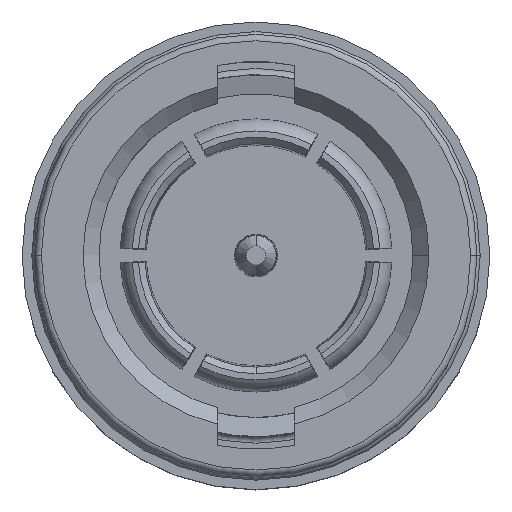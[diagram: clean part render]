
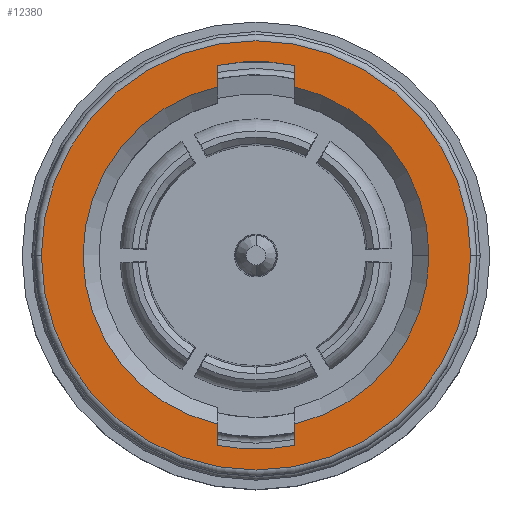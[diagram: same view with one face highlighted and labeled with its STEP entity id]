
A CAD part, top view. The second image highlights one B-rep face of the part: STEP entity #12380.
In plain terms, the highlighted planar face has unit normal (0, 0, 1).
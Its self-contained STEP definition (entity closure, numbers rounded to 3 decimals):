
#280 = AXIS2_PLACEMENT_3D ( 'NONE', #11242, #3868, #12473 ) ;
#373 = VERTEX_POINT ( 'NONE', #14893 ) ;
#843 = ORIENTED_EDGE ( 'NONE', *, *, #12386, .F. ) ;
#1101 = VERTEX_POINT ( 'NONE', #10118 ) ;
#1468 = VERTEX_POINT ( 'NONE', #1532 ) ;
#1532 = CARTESIAN_POINT ( 'NONE',  ( -6.7, 0., 0.85 ) ) ;
#1539 = CARTESIAN_POINT ( 'NONE',  ( 0., 0., 0.85 ) ) ;
#1759 = EDGE_CURVE ( 'NONE', #10605, #4381, #10977, .T. ) ;
#1956 = ORIENTED_EDGE ( 'NONE', *, *, #7367, .T. ) ;
#1994 = LINE ( 'NONE', #3858, #14694 ) ;
#2133 = ORIENTED_EDGE ( 'NONE', *, *, #1759, .F. ) ;
#2341 = VERTEX_POINT ( 'NONE', #4065 ) ;
#2556 = AXIS2_PLACEMENT_3D ( 'NONE', #14097, #6749, #15326 ) ;
#2673 = CIRCLE ( 'NONE', #9103, 6.05 ) ;
#2782 = DIRECTION ( 'NONE',  ( 1., 0., 0. ) ) ;
#3028 = EDGE_CURVE ( 'NONE', #4381, #2341, #11260, .T. ) ;
#3343 = EDGE_CURVE ( 'NONE', #1468, #7312, #12416, .T. ) ;
#3355 = CARTESIAN_POINT ( 'NONE',  ( -1.2, 5.265, 0.85 ) ) ;
#3729 = LINE ( 'NONE', #9438, #13143 ) ;
#3848 = CARTESIAN_POINT ( 'NONE',  ( -1.2, -4.751, 0.85 ) ) ;
#3858 = CARTESIAN_POINT ( 'NONE',  ( 1.2, 4.751, 0.85 ) ) ;
#3868 = DIRECTION ( 'NONE',  ( 0., 0., 1. ) ) ;
#3927 = DIRECTION ( 'NONE',  ( 0., 0., 1. ) ) ;
#4026 = DIRECTION ( 'NONE',  ( 0., 0., 1. ) ) ;
#4065 = CARTESIAN_POINT ( 'NONE',  ( 1.2, -5.93, 0.85 ) ) ;
#4183 = ORIENTED_EDGE ( 'NONE', *, *, #3028, .F. ) ;
#4306 = CARTESIAN_POINT ( 'NONE',  ( 0., 0., 0.85 ) ) ;
#4381 = VERTEX_POINT ( 'NONE', #8429 ) ;
#4463 = EDGE_CURVE ( 'NONE', #373, #10269, #2673, .T. ) ;
#4546 = CARTESIAN_POINT ( 'NONE',  ( -1.2, 5.93, 0.85 ) ) ;
#4816 = ORIENTED_EDGE ( 'NONE', *, *, #12201, .F. ) ;
#4915 = CARTESIAN_POINT ( 'NONE',  ( -1.2, 4.751, 0.85 ) ) ;
#5252 = VECTOR ( 'NONE', #14756, 1000. ) ;
#5542 = DIRECTION ( 'NONE',  ( -1., 0., 0. ) ) ;
#5691 = DIRECTION ( 'NONE',  ( 0., 0., -1. ) ) ;
#5760 = AXIS2_PLACEMENT_3D ( 'NONE', #11405, #4026, #12628 ) ;
#5840 = EDGE_CURVE ( 'NONE', #11312, #10605, #8968, .T. ) ;
#6114 = AXIS2_PLACEMENT_3D ( 'NONE', #11301, #3927, #12516 ) ;
#6152 = EDGE_CURVE ( 'NONE', #10269, #11312, #14686, .T. ) ;
#6609 = CARTESIAN_POINT ( 'NONE',  ( 0., 0., 0.85 ) ) ;
#6623 = EDGE_CURVE ( 'NONE', #14074, #14751, #10137, .T. ) ;
#6749 = DIRECTION ( 'NONE',  ( 0., 0., 1. ) ) ;
#7063 = ORIENTED_EDGE ( 'NONE', *, *, #15570, .F. ) ;
#7312 = VERTEX_POINT ( 'NONE', #12271 ) ;
#7367 = EDGE_CURVE ( 'NONE', #7312, #1468, #13178, .T. ) ;
#7690 = CARTESIAN_POINT ( 'NONE',  ( 5.4, 0., 0.85 ) ) ;
#7755 = ORIENTED_EDGE ( 'NONE', *, *, #5840, .F. ) ;
#7864 = DIRECTION ( 'NONE',  ( 1., 0., 0. ) ) ;
#8429 = CARTESIAN_POINT ( 'NONE',  ( -1.2, -5.93, 0.85 ) ) ;
#8968 = CIRCLE ( 'NONE', #12393, 5.4 ) ;
#9103 = AXIS2_PLACEMENT_3D ( 'NONE', #4306, #12900, #5542 ) ;
#9438 = CARTESIAN_POINT ( 'NONE',  ( 1.2, -4.751, 0.85 ) ) ;
#9598 = EDGE_LOOP ( 'NONE', ( #10630, #7063, #4816, #11985, #843, #4183, #2133, #7755, #9859 ) ) ;
#9615 = AXIS2_PLACEMENT_3D ( 'NONE', #13061, #5691, #14284 ) ;
#9859 = ORIENTED_EDGE ( 'NONE', *, *, #6152, .F. ) ;
#10118 = CARTESIAN_POINT ( 'NONE',  ( 1.2, 5.265, 0.85 ) ) ;
#10137 = CIRCLE ( 'NONE', #15040, 5.4 ) ;
#10160 = DIRECTION ( 'NONE',  ( 0., 0., 1. ) ) ;
#10269 = VERTEX_POINT ( 'NONE', #4546 ) ;
#10605 = VERTEX_POINT ( 'NONE', #12650 ) ;
#10630 = ORIENTED_EDGE ( 'NONE', *, *, #4463, .F. ) ;
#10637 = DIRECTION ( 'NONE',  ( 0., 1., 0. ) ) ;
#10977 = LINE ( 'NONE', #3848, #14236 ) ;
#11130 = ORIENTED_EDGE ( 'NONE', *, *, #3343, .T. ) ;
#11220 = DIRECTION ( 'NONE',  ( 0., -1., 0. ) ) ;
#11232 = DIRECTION ( 'NONE',  ( 0., 1., 0. ) ) ;
#11242 = CARTESIAN_POINT ( 'NONE',  ( 0., 0., 0.85 ) ) ;
#11260 = CIRCLE ( 'NONE', #2556, 6.05 ) ;
#11301 = CARTESIAN_POINT ( 'NONE',  ( 0., 0., 0.85 ) ) ;
#11312 = VERTEX_POINT ( 'NONE', #3355 ) ;
#11405 = CARTESIAN_POINT ( 'NONE',  ( 0., 0., 0.85 ) ) ;
#11429 = FACE_OUTER_BOUND ( 'NONE', #13858, .T. ) ;
#11985 = ORIENTED_EDGE ( 'NONE', *, *, #6623, .F. ) ;
#12201 = EDGE_CURVE ( 'NONE', #14751, #1101, #14140, .T. ) ;
#12271 = CARTESIAN_POINT ( 'NONE',  ( 6.7, 0., 0.85 ) ) ;
#12380 = ADVANCED_FACE ( 'NONE', ( #11429, #14690 ), #15212, .F. ) ;
#12386 = EDGE_CURVE ( 'NONE', #2341, #14074, #3729, .T. ) ;
#12393 = AXIS2_PLACEMENT_3D ( 'NONE', #1539, #10160, #2782 ) ;
#12416 = CIRCLE ( 'NONE', #280, 6.7 ) ;
#12473 = DIRECTION ( 'NONE',  ( -1., 0., 0. ) ) ;
#12516 = DIRECTION ( 'NONE',  ( -1., 0., 0. ) ) ;
#12628 = DIRECTION ( 'NONE',  ( 1., 0., 0. ) ) ;
#12650 = CARTESIAN_POINT ( 'NONE',  ( -1.2, -5.265, 0.85 ) ) ;
#12900 = DIRECTION ( 'NONE',  ( 0., 0., 1. ) ) ;
#13061 = CARTESIAN_POINT ( 'NONE',  ( 0., 0., 0.85 ) ) ;
#13143 = VECTOR ( 'NONE', #10637, 1000. ) ;
#13178 = CIRCLE ( 'NONE', #6114, 6.7 ) ;
#13858 = EDGE_LOOP ( 'NONE', ( #11130, #1956 ) ) ;
#14074 = VERTEX_POINT ( 'NONE', #15038 ) ;
#14097 = CARTESIAN_POINT ( 'NONE',  ( 0., 0., 0.85 ) ) ;
#14140 = CIRCLE ( 'NONE', #5760, 5.4 ) ;
#14236 = VECTOR ( 'NONE', #11220, 1000. ) ;
#14284 = DIRECTION ( 'NONE',  ( -1., 0., 0. ) ) ;
#14686 = LINE ( 'NONE', #4915, #5252 ) ;
#14690 = FACE_BOUND ( 'NONE', #9598, .T. ) ;
#14694 = VECTOR ( 'NONE', #11232, 1000. ) ;
#14751 = VERTEX_POINT ( 'NONE', #7690 ) ;
#14756 = DIRECTION ( 'NONE',  ( 0., -1., 0. ) ) ;
#14893 = CARTESIAN_POINT ( 'NONE',  ( 1.2, 5.93, 0.85 ) ) ;
#15038 = CARTESIAN_POINT ( 'NONE',  ( 1.2, -5.265, 0.85 ) ) ;
#15040 = AXIS2_PLACEMENT_3D ( 'NONE', #6609, #15194, #7864 ) ;
#15194 = DIRECTION ( 'NONE',  ( 0., 0., 1. ) ) ;
#15212 = PLANE ( 'NONE',  #9615 ) ;
#15326 = DIRECTION ( 'NONE',  ( 1., 0., 0. ) ) ;
#15570 = EDGE_CURVE ( 'NONE', #1101, #373, #1994, .T. ) ;
